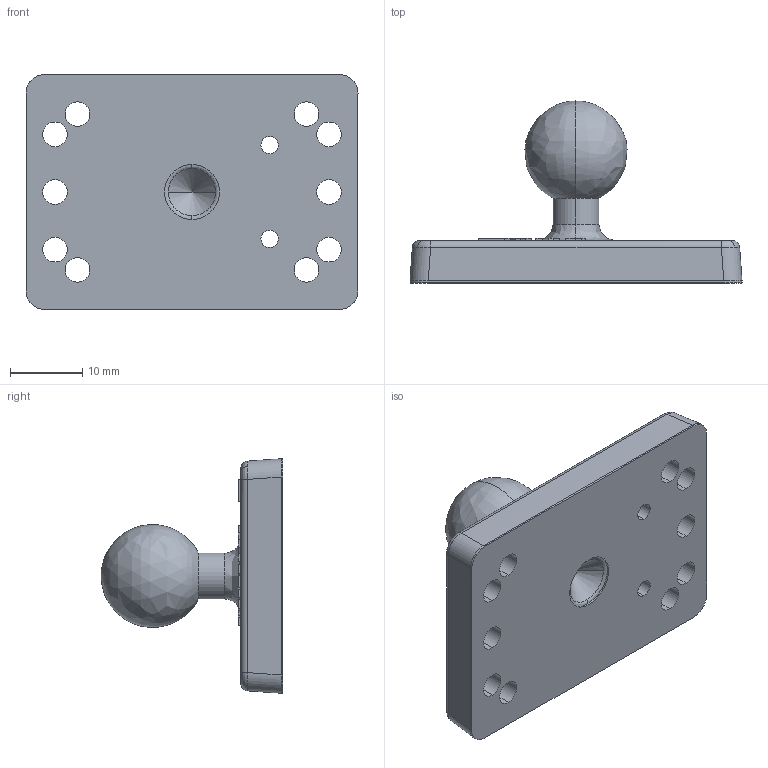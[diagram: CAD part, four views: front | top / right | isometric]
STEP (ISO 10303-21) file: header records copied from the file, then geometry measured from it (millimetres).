
FILE_DESCRIPTION (( 'STEP AP203' ), '1' );
FILE_NAME ('10-9000052-01.STEP', '2016-07-18T20:53:27', ( '' ), ( '' ), 'SwSTEP 2.0', 'SolidWorks 2013', '' );
FILE_SCHEMA (( 'CONFIG_CONTROL_DESIGN' ));
Length unit declared in the file: millimetre
Products named in the file (2): 12-9000214-01; 10-9000052-01
Assembly tree (1 placements, depth 2):
  10-9000052-01
    12-9000214-01
Bounding box: 46.02 x 25.22 x 32.51 mm (x, y, z)
Volume: 9613.5 mm3; surface area: 5007.3 mm2
Topology: 1 solids, 1 shells, 166 faces, 440 edges, 284 vertices
Faces by surface type: plane 97, cylinder 36, bspline 31, cone 2
Entity records: 6434 total; most frequent: CARTESIAN_POINT 2290, ORIENTED_EDGE 872, DIRECTION 722, EDGE_CURVE 436, LINE 306, VECTOR 306, VERTEX_POINT 284, AXIS2_PLACEMENT_3D 208
